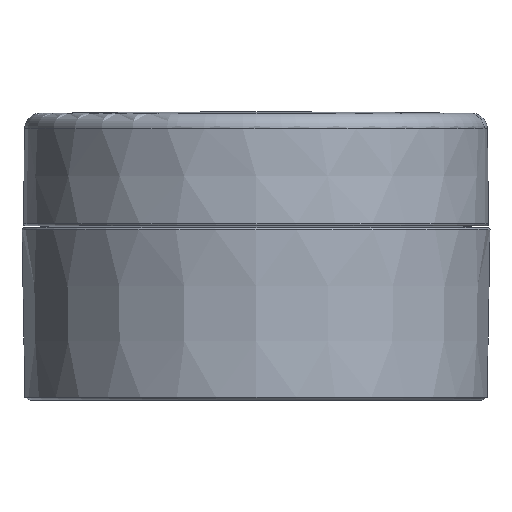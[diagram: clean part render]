
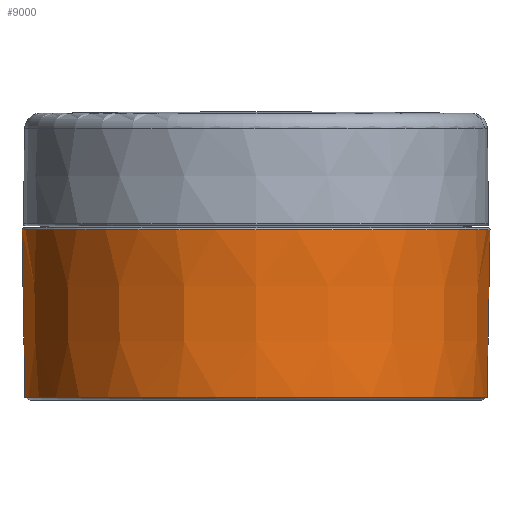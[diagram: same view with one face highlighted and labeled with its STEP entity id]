
A CAD part, front view. The second image highlights one B-rep face of the part: STEP entity #9000.
In plain terms, the highlighted conical face has half-angle 1 degrees and reference radius 22.265 mm.
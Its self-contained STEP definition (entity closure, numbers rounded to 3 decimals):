
#72 = VECTOR ( 'NONE', #5866, 1000. ) ;
#513 = ORIENTED_EDGE ( 'NONE', *, *, #8400, .T. ) ;
#619 = AXIS2_PLACEMENT_3D ( 'NONE', #5406, #11208, #7487 ) ;
#785 = AXIS2_PLACEMENT_3D ( 'NONE', #7547, #11262, #2880 ) ;
#799 = VECTOR ( 'NONE', #6363, 1000. ) ;
#1422 = EDGE_CURVE ( 'NONE', #4429, #11568, #6180, .T. ) ;
#1658 = ORIENTED_EDGE ( 'NONE', *, *, #2791, .T. ) ;
#1710 = CARTESIAN_POINT ( 'NONE',  ( -22.265, 0., -28.7 ) ) ;
#2791 = EDGE_CURVE ( 'NONE', #6500, #4429, #3354, .T. ) ;
#2880 = DIRECTION ( 'NONE',  ( 1., 0., 0. ) ) ;
#3354 = CIRCLE ( 'NONE', #785, 22.265 ) ;
#4144 = LINE ( 'NONE', #8735, #72 ) ;
#4365 = AXIS2_PLACEMENT_3D ( 'NONE', #9514, #9692, #8775 ) ;
#4429 = VERTEX_POINT ( 'NONE', #11165 ) ;
#5261 = EDGE_CURVE ( 'NONE', #6500, #5392, #4144, .T. ) ;
#5392 = VERTEX_POINT ( 'NONE', #5987 ) ;
#5406 = CARTESIAN_POINT ( 'NONE',  ( 0., 0., -28.7 ) ) ;
#5866 = DIRECTION ( 'NONE',  ( -0.017, 0., 1. ) ) ;
#5987 = CARTESIAN_POINT ( 'NONE',  ( -22.546, 0., -12.606 ) ) ;
#6180 = LINE ( 'NONE', #6242, #799 ) ;
#6242 = CARTESIAN_POINT ( 'NONE',  ( 22.265, 0., -28.7 ) ) ;
#6324 = CIRCLE ( 'NONE', #4365, 22.546 ) ;
#6363 = DIRECTION ( 'NONE',  ( 0.017, 0., 1. ) ) ;
#6376 = ORIENTED_EDGE ( 'NONE', *, *, #1422, .T. ) ;
#6500 = VERTEX_POINT ( 'NONE', #1710 ) ;
#6570 = FACE_OUTER_BOUND ( 'NONE', #10902, .T. ) ;
#7487 = DIRECTION ( 'NONE',  ( 1., 0., 0. ) ) ;
#7547 = CARTESIAN_POINT ( 'NONE',  ( 0., 0., -28.7 ) ) ;
#7694 = CONICAL_SURFACE ( 'NONE', #619, 22.265, 0.017 ) ;
#8400 = EDGE_CURVE ( 'NONE', #11568, #5392, #6324, .T. ) ;
#8735 = CARTESIAN_POINT ( 'NONE',  ( -22.265, 0., -28.7 ) ) ;
#8775 = DIRECTION ( 'NONE',  ( -1., 0., 0. ) ) ;
#8902 = ORIENTED_EDGE ( 'NONE', *, *, #5261, .F. ) ;
#9000 = ADVANCED_FACE ( 'NONE', ( #6570 ), #7694, .T. ) ;
#9514 = CARTESIAN_POINT ( 'NONE',  ( 0., 0., -12.606 ) ) ;
#9692 = DIRECTION ( 'NONE',  ( 0., 0., -1. ) ) ;
#10820 = CARTESIAN_POINT ( 'NONE',  ( 22.546, 0., -12.606 ) ) ;
#10902 = EDGE_LOOP ( 'NONE', ( #8902, #1658, #6376, #513 ) ) ;
#11165 = CARTESIAN_POINT ( 'NONE',  ( 22.265, 0., -28.7 ) ) ;
#11208 = DIRECTION ( 'NONE',  ( 0., 0., 1. ) ) ;
#11262 = DIRECTION ( 'NONE',  ( 0., 0., 1. ) ) ;
#11568 = VERTEX_POINT ( 'NONE', #10820 ) ;
